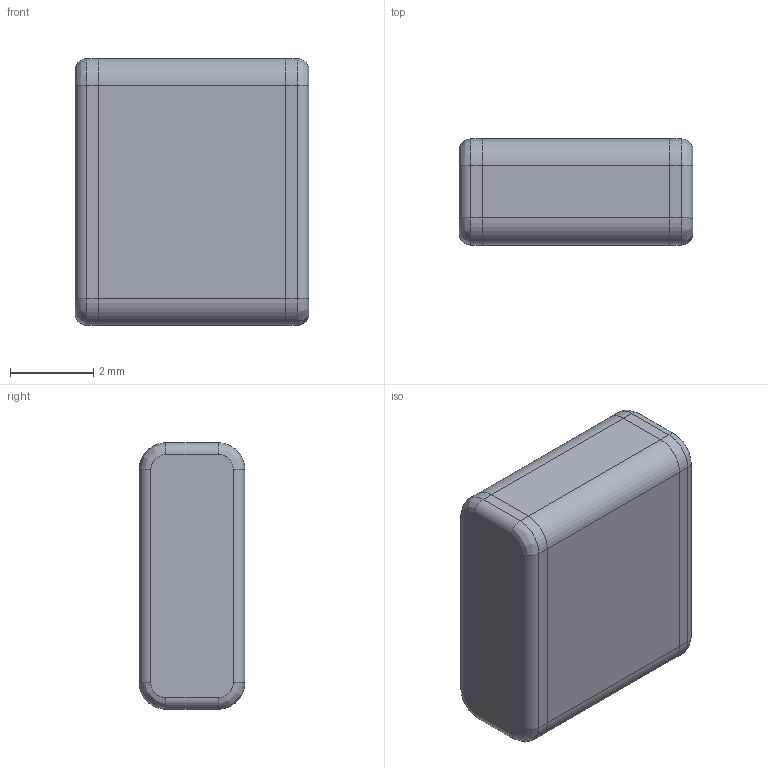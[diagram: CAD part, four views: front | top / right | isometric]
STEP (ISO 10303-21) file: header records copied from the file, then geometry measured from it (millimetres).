
FILE_DESCRIPTION (( 'STEP AP214' ), '1' );
FILE_NAME ('User Library-1825(4564M) Res.STEP', '2021-02-17T09:48:47', ( '' ), ( '' ), 'SwSTEP 2.0', 'SolidWorks 2020', '' );
FILE_SCHEMA (( 'AUTOMOTIVE_DESIGN' ));
Length unit declared in the file: inch
Products named in the file (1): User Library-1825(4564M) Res
Bounding box: 5.62 x 2.54 x 6.4 mm (x, y, z)
Volume: 88.8 mm3; surface area: 185.7 mm2
Topology: 3 solids, 3 shells, 118 faces, 302 edges, 196 vertices
Faces by surface type: bspline 59, plane 39, cylinder 20
Entity records: 7176 total; most frequent: CARTESIAN_POINT 3092, ORIENTED_EDGE 604, DIRECTION 352, EDGE_CURVE 302, VERTEX_POINT 196, VECTOR 152, LINE 152, EDGE_LOOP 124
